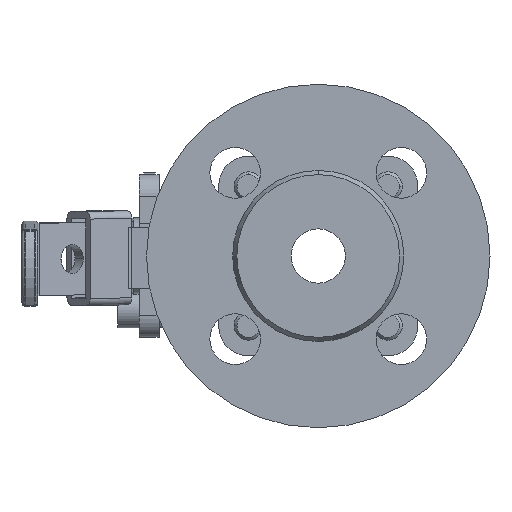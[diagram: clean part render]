
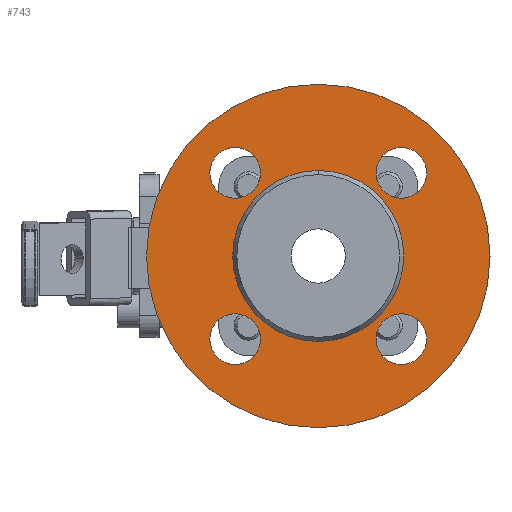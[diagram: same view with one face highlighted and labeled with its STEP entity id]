
A CAD part, left-side view. The second image highlights one B-rep face of the part: STEP entity #743.
In plain terms, the highlighted planar face has unit normal (-1, 0, 0).
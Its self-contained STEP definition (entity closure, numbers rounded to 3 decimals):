
#743 = ADVANCED_FACE ( 'NONE', ( #10767, #10769, #10771, #10774, #10773, #10775 ), #5381, .T. ) ;
#3358 = CARTESIAN_POINT ( 'NONE',  ( -42., -22.981, -22.981 ) ) ;
#3359 = DIRECTION ( 'NONE',  ( -1., 0., 0. ) ) ;
#3360 = DIRECTION ( 'NONE',  ( 0., 0., 1. ) ) ;
#3372 = CARTESIAN_POINT ( 'NONE',  ( -42., -22.981, 22.981 ) ) ;
#3373 = DIRECTION ( 'NONE',  ( -1., 0., 0. ) ) ;
#3374 = DIRECTION ( 'NONE',  ( 0., 0., 1. ) ) ;
#3387 = CARTESIAN_POINT ( 'NONE',  ( -42., 22.981, 22.981 ) ) ;
#3388 = DIRECTION ( 'NONE',  ( -1., 0., 0. ) ) ;
#3389 = DIRECTION ( 'NONE',  ( 0., 0., 1. ) ) ;
#3402 = CARTESIAN_POINT ( 'NONE',  ( -42., 22.981, -22.981 ) ) ;
#3403 = DIRECTION ( 'NONE',  ( -1., 0., 0. ) ) ;
#3404 = DIRECTION ( 'NONE',  ( 0., 0., 1. ) ) ;
#3560 = CARTESIAN_POINT ( 'NONE',  ( -42., 0., 0. ) ) ;
#3561 = DIRECTION ( 'NONE',  ( -1., 0., 0. ) ) ;
#3562 = DIRECTION ( 'NONE',  ( 0., 0., 1. ) ) ;
#3574 = CARTESIAN_POINT ( 'NONE',  ( -42., 0., 0. ) ) ;
#3575 = DIRECTION ( 'NONE',  ( -1., 0., 0. ) ) ;
#3576 = DIRECTION ( 'NONE',  ( 0., 0., 1. ) ) ;
#5380 = DIRECTION ( 'NONE',  ( -1., 0., 0. ) ) ;
#5381 = PLANE ( 'NONE',  #20156 ) ;
#5404 = CARTESIAN_POINT ( 'NONE',  ( -42., -23.655, 0. ) ) ;
#5407 = DIRECTION ( 'NONE',  ( 0., 0., 1. ) ) ;
#7171 = CARTESIAN_POINT ( 'NONE',  ( -42., -22.981, 29.981 ) ) ;
#7197 = CARTESIAN_POINT ( 'NONE',  ( -42., 22.981, 15.981 ) ) ;
#7208 = CARTESIAN_POINT ( 'NONE',  ( -42., 22.981, -29.981 ) ) ;
#7213 = CARTESIAN_POINT ( 'NONE',  ( -42., 22.981, 29.981 ) ) ;
#7228 = CARTESIAN_POINT ( 'NONE',  ( -42., 22.981, -15.981 ) ) ;
#7258 = CARTESIAN_POINT ( 'NONE',  ( -42., 0., -23.655 ) ) ;
#7289 = CARTESIAN_POINT ( 'NONE',  ( -42., 0., 47.5 ) ) ;
#7291 = CARTESIAN_POINT ( 'NONE',  ( -42., 0., 23.655 ) ) ;
#7299 = CARTESIAN_POINT ( 'NONE',  ( -42., 0., -47.5 ) ) ;
#7941 = VERTEX_POINT ( 'NONE', #15449 ) ;
#7942 = VERTEX_POINT ( 'NONE', #15450 ) ;
#7943 = VERTEX_POINT ( 'NONE', #15452 ) ;
#8471 = EDGE_CURVE ( 'NONE', #7941, #7943, #15184, .T. ) ;
#8479 = EDGE_CURVE ( 'NONE', #7942, #9181, #15253, .T. ) ;
#8488 = EDGE_CURVE ( 'NONE', #9195, #9205, #15266, .T. ) ;
#8496 = EDGE_CURVE ( 'NONE', #9202, #9213, #15279, .T. ) ;
#8569 = EDGE_CURVE ( 'NONE', #9246, #9251, #15347, .T. ) ;
#8578 = EDGE_CURVE ( 'NONE', #9247, #9229, #15362, .T. ) ;
#9181 = VERTEX_POINT ( 'NONE', #7171 ) ;
#9195 = VERTEX_POINT ( 'NONE', #7197 ) ;
#9202 = VERTEX_POINT ( 'NONE', #7208 ) ;
#9205 = VERTEX_POINT ( 'NONE', #7213 ) ;
#9213 = VERTEX_POINT ( 'NONE', #7228 ) ;
#9229 = VERTEX_POINT ( 'NONE', #7258 ) ;
#9246 = VERTEX_POINT ( 'NONE', #7289 ) ;
#9247 = VERTEX_POINT ( 'NONE', #7291 ) ;
#9251 = VERTEX_POINT ( 'NONE', #7299 ) ;
#10184 = EDGE_LOOP ( 'NONE', ( #19203, #19204 ) ) ;
#10188 = EDGE_LOOP ( 'NONE', ( #19199, #19200 ) ) ;
#10190 = EDGE_LOOP ( 'NONE', ( #19201, #19202 ) ) ;
#10192 = EDGE_LOOP ( 'NONE', ( #19197, #19198 ) ) ;
#10193 = EDGE_LOOP ( 'NONE', ( #19205, #19206 ) ) ;
#10199 = EDGE_LOOP ( 'NONE', ( #19207, #19208 ) ) ;
#10767 = FACE_BOUND ( 'NONE', #10192, .T. ) ;
#10769 = FACE_BOUND ( 'NONE', #10188, .T. ) ;
#10771 = FACE_BOUND ( 'NONE', #10190, .T. ) ;
#10773 = FACE_OUTER_BOUND ( 'NONE', #10193, .T. ) ;
#10774 = FACE_BOUND ( 'NONE', #10184, .T. ) ;
#10775 = FACE_BOUND ( 'NONE', #10199, .T. ) ;
#15184 = CIRCLE ( 'NONE', #18099, 7. ) ;
#15253 = CIRCLE ( 'NONE', #18101, 7. ) ;
#15266 = CIRCLE ( 'NONE', #18103, 7. ) ;
#15279 = CIRCLE ( 'NONE', #18105, 7. ) ;
#15347 = CIRCLE ( 'NONE', #18133, 47.5 ) ;
#15362 = CIRCLE ( 'NONE', #18135, 23.655 ) ;
#15449 = CARTESIAN_POINT ( 'NONE',  ( -42., -22.981, -29.981 ) ) ;
#15450 = CARTESIAN_POINT ( 'NONE',  ( -42., -22.981, 15.981 ) ) ;
#15452 = CARTESIAN_POINT ( 'NONE',  ( -42., -22.981, -15.981 ) ) ;
#18099 = AXIS2_PLACEMENT_3D ( 'NONE', #3358, #3359, #3360 ) ;
#18101 = AXIS2_PLACEMENT_3D ( 'NONE', #3372, #3373, #3374 ) ;
#18103 = AXIS2_PLACEMENT_3D ( 'NONE', #3387, #3388, #3389 ) ;
#18105 = AXIS2_PLACEMENT_3D ( 'NONE', #3402, #3403, #3404 ) ;
#18133 = AXIS2_PLACEMENT_3D ( 'NONE', #3560, #3561, #3562 ) ;
#18135 = AXIS2_PLACEMENT_3D ( 'NONE', #3574, #3575, #3576 ) ;
#18291 = AXIS2_PLACEMENT_3D ( 'NONE', #25448, #25449, #25450 ) ;
#18292 = AXIS2_PLACEMENT_3D ( 'NONE', #25451, #25452, #25453 ) ;
#18293 = AXIS2_PLACEMENT_3D ( 'NONE', #25454, #25455, #25456 ) ;
#18294 = AXIS2_PLACEMENT_3D ( 'NONE', #25457, #25458, #25459 ) ;
#18295 = AXIS2_PLACEMENT_3D ( 'NONE', #25460, #25461, #25462 ) ;
#18296 = AXIS2_PLACEMENT_3D ( 'NONE', #25463, #25464, #25465 ) ;
#19197 = ORIENTED_EDGE ( 'NONE', *, *, #8471, .F. ) ;
#19198 = ORIENTED_EDGE ( 'NONE', *, *, #33425, .F. ) ;
#19199 = ORIENTED_EDGE ( 'NONE', *, *, #8479, .F. ) ;
#19200 = ORIENTED_EDGE ( 'NONE', *, *, #33426, .F. ) ;
#19201 = ORIENTED_EDGE ( 'NONE', *, *, #8488, .F. ) ;
#19202 = ORIENTED_EDGE ( 'NONE', *, *, #33427, .F. ) ;
#19203 = ORIENTED_EDGE ( 'NONE', *, *, #8496, .F. ) ;
#19204 = ORIENTED_EDGE ( 'NONE', *, *, #33428, .F. ) ;
#19205 = ORIENTED_EDGE ( 'NONE', *, *, #8569, .T. ) ;
#19206 = ORIENTED_EDGE ( 'NONE', *, *, #33429, .T. ) ;
#19207 = ORIENTED_EDGE ( 'NONE', *, *, #33424, .F. ) ;
#19208 = ORIENTED_EDGE ( 'NONE', *, *, #8578, .F. ) ;
#20156 = AXIS2_PLACEMENT_3D ( 'NONE', #5404, #5380, #5407 ) ;
#25448 = CARTESIAN_POINT ( 'NONE',  ( -42., 0., 0. ) ) ;
#25449 = DIRECTION ( 'NONE',  ( -1., 0., 0. ) ) ;
#25450 = DIRECTION ( 'NONE',  ( 0., 0., 1. ) ) ;
#25451 = CARTESIAN_POINT ( 'NONE',  ( -42., -22.981, -22.981 ) ) ;
#25452 = DIRECTION ( 'NONE',  ( -1., 0., 0. ) ) ;
#25453 = DIRECTION ( 'NONE',  ( 0., 0., 1. ) ) ;
#25454 = CARTESIAN_POINT ( 'NONE',  ( -42., -22.981, 22.981 ) ) ;
#25455 = DIRECTION ( 'NONE',  ( -1., 0., 0. ) ) ;
#25456 = DIRECTION ( 'NONE',  ( 0., 0., 1. ) ) ;
#25457 = CARTESIAN_POINT ( 'NONE',  ( -42., 22.981, 22.981 ) ) ;
#25458 = DIRECTION ( 'NONE',  ( -1., 0., 0. ) ) ;
#25459 = DIRECTION ( 'NONE',  ( 0., 0., 1. ) ) ;
#25460 = CARTESIAN_POINT ( 'NONE',  ( -42., 22.981, -22.981 ) ) ;
#25461 = DIRECTION ( 'NONE',  ( -1., 0., 0. ) ) ;
#25462 = DIRECTION ( 'NONE',  ( 0., 0., 1. ) ) ;
#25463 = CARTESIAN_POINT ( 'NONE',  ( -42., 0., 0. ) ) ;
#25464 = DIRECTION ( 'NONE',  ( -1., 0., 0. ) ) ;
#25465 = DIRECTION ( 'NONE',  ( 0., 0., 1. ) ) ;
#30479 = CIRCLE ( 'NONE', #18291, 23.655 ) ;
#30480 = CIRCLE ( 'NONE', #18292, 7. ) ;
#30481 = CIRCLE ( 'NONE', #18293, 7. ) ;
#30482 = CIRCLE ( 'NONE', #18294, 7. ) ;
#30483 = CIRCLE ( 'NONE', #18295, 7. ) ;
#30484 = CIRCLE ( 'NONE', #18296, 47.5 ) ;
#33424 = EDGE_CURVE ( 'NONE', #9229, #9247, #30479, .T. ) ;
#33425 = EDGE_CURVE ( 'NONE', #7943, #7941, #30480, .T. ) ;
#33426 = EDGE_CURVE ( 'NONE', #9181, #7942, #30481, .T. ) ;
#33427 = EDGE_CURVE ( 'NONE', #9205, #9195, #30482, .T. ) ;
#33428 = EDGE_CURVE ( 'NONE', #9213, #9202, #30483, .T. ) ;
#33429 = EDGE_CURVE ( 'NONE', #9251, #9246, #30484, .T. ) ;
